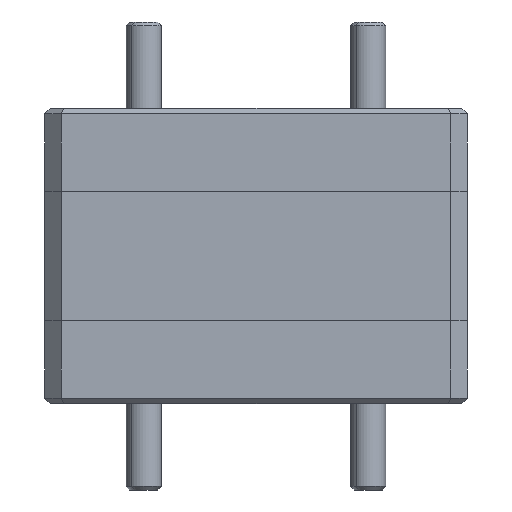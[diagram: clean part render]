
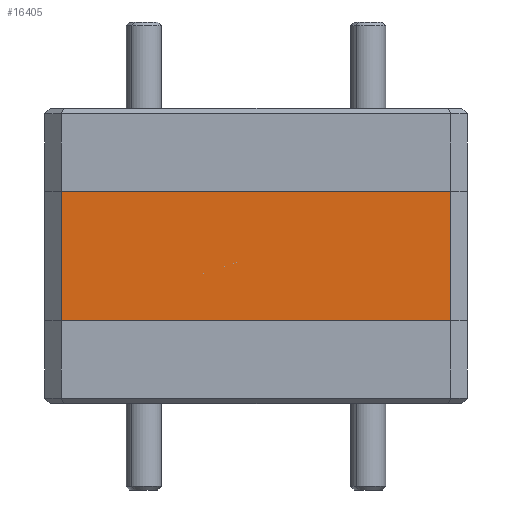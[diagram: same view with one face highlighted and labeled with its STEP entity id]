
A CAD part, left-side view. The second image highlights one B-rep face of the part: STEP entity #16405.
In plain terms, the highlighted planar face has unit normal (-1, 0, 0).
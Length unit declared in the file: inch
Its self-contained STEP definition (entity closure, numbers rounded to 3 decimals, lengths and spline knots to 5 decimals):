
#3068 = FACE_OUTER_BOUND ( 'NONE', #10825, .T. ) ;
#3306 = EDGE_CURVE ( 'NONE', #18466, #11704, #5837, .T. ) ;
#4006 = VECTOR ( 'NONE', #11281, 39.37008 ) ;
#4022 = VECTOR ( 'NONE', #4409, 39.37008 ) ;
#4297 = LINE ( 'NONE', #11110, #4022 ) ;
#4409 = DIRECTION ( 'NONE',  ( 0., 1., 0. ) ) ;
#4671 = LINE ( 'NONE', #13359, #4006 ) ;
#5837 = LINE ( 'NONE', #14071, #17779 ) ;
#6533 = EDGE_CURVE ( 'NONE', #11704, #13649, #4671, .T. ) ;
#6536 = DIRECTION ( 'NONE',  ( 0., 0., -1. ) ) ;
#7957 = CARTESIAN_POINT ( 'NONE',  ( -0.375, 0.345, -0.114 ) ) ;
#9082 = ORIENTED_EDGE ( 'NONE', *, *, #6533, .T. ) ;
#10228 = CARTESIAN_POINT ( 'NONE',  ( -0.375, -0.345, -0.114 ) ) ;
#10825 = EDGE_LOOP ( 'NONE', ( #19898, #15568, #9082, #16457 ) ) ;
#10914 = DIRECTION ( 'NONE',  ( 0., 0., 1. ) ) ;
#11110 = CARTESIAN_POINT ( 'NONE',  ( -0.375, -0.375, -0.114 ) ) ;
#11182 = LINE ( 'NONE', #7957, #19365 ) ;
#11271 = EDGE_CURVE ( 'NONE', #13649, #19329, #11182, .T. ) ;
#11281 = DIRECTION ( 'NONE',  ( 0., 1., 0. ) ) ;
#11704 = VERTEX_POINT ( 'NONE', #19834 ) ;
#13359 = CARTESIAN_POINT ( 'NONE',  ( -0.375, -0.375, 0.116 ) ) ;
#13649 = VERTEX_POINT ( 'NONE', #19628 ) ;
#14071 = CARTESIAN_POINT ( 'NONE',  ( -0.375, -0.345, -0.114 ) ) ;
#14445 = DIRECTION ( 'NONE',  ( 0., 0., -1. ) ) ;
#15079 = DIRECTION ( 'NONE',  ( 1., 0., 0. ) ) ;
#15568 = ORIENTED_EDGE ( 'NONE', *, *, #3306, .T. ) ;
#15776 = PLANE ( 'NONE',  #16446 ) ;
#16405 = ADVANCED_FACE ( 'NONE', ( #3068 ), #15776, .F. ) ;
#16446 = AXIS2_PLACEMENT_3D ( 'NONE', #19806, #15079, #6536 ) ;
#16457 = ORIENTED_EDGE ( 'NONE', *, *, #11271, .T. ) ;
#16921 = CARTESIAN_POINT ( 'NONE',  ( -0.375, 0.345, -0.114 ) ) ;
#17223 = EDGE_CURVE ( 'NONE', #18466, #19329, #4297, .T. ) ;
#17779 = VECTOR ( 'NONE', #10914, 39.37008 ) ;
#18466 = VERTEX_POINT ( 'NONE', #10228 ) ;
#19329 = VERTEX_POINT ( 'NONE', #16921 ) ;
#19365 = VECTOR ( 'NONE', #14445, 39.37008 ) ;
#19628 = CARTESIAN_POINT ( 'NONE',  ( -0.375, 0.345, 0.116 ) ) ;
#19806 = CARTESIAN_POINT ( 'NONE',  ( -0.375, -0.375, -0.114 ) ) ;
#19834 = CARTESIAN_POINT ( 'NONE',  ( -0.375, -0.345, 0.116 ) ) ;
#19898 = ORIENTED_EDGE ( 'NONE', *, *, #17223, .F. ) ;
